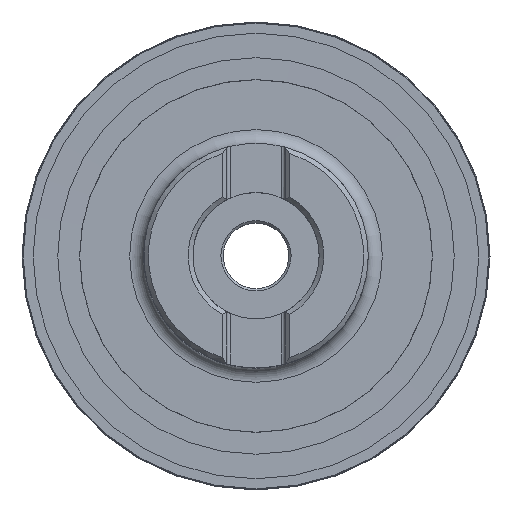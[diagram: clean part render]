
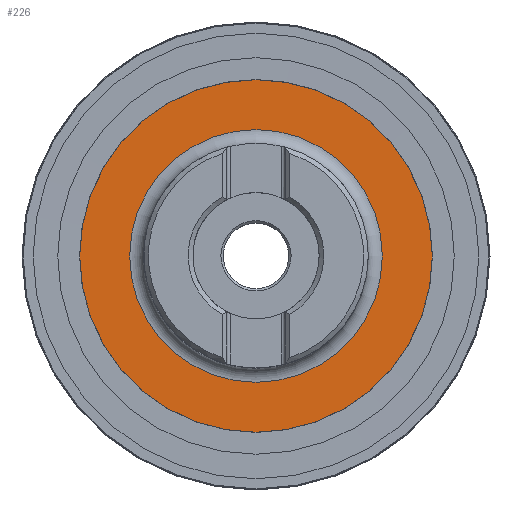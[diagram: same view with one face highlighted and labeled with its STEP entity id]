
A CAD part, top view. The second image highlights one B-rep face of the part: STEP entity #226.
In plain terms, the highlighted planar face has unit normal (0, 0, 1).
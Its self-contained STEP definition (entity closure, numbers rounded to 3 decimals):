
#103=FACE_BOUND('',#322,.T.);
#104=FACE_BOUND('',#323,.T.);
#226=ADVANCED_FACE('',(#103,#104),#282,.F.);
#282=PLANE('',#861);
#322=EDGE_LOOP('',(#476));
#323=EDGE_LOOP('',(#477));
#421=CIRCLE('',#859,27.);
#422=CIRCLE('',#860,48.5);
#476=ORIENTED_EDGE('',*,*,#723,.T.);
#477=ORIENTED_EDGE('',*,*,#724,.T.);
#654=VERTEX_POINT('',#1204);
#655=VERTEX_POINT('',#1206);
#723=EDGE_CURVE('',#654,#654,#421,.T.);
#724=EDGE_CURVE('',#655,#655,#422,.T.);
#859=AXIS2_PLACEMENT_3D('',#1203,#964,#965);
#860=AXIS2_PLACEMENT_3D('',#1205,#966,#967);
#861=AXIS2_PLACEMENT_3D('',#1207,#968,#969);
#964=DIRECTION('',(0.,0.,-1.));
#965=DIRECTION('',(1.,0.,0.));
#966=DIRECTION('',(0.,0.,1.));
#967=DIRECTION('',(-1.,0.,0.));
#968=DIRECTION('',(0.,0.,-1.));
#969=DIRECTION('',(1.,0.,0.));
#1203=CARTESIAN_POINT('',(0.,0.,-44.3));
#1204=CARTESIAN_POINT('',(27.,0.,-44.3));
#1205=CARTESIAN_POINT('',(0.,0.,-44.3));
#1206=CARTESIAN_POINT('',(-48.5,0.,-44.3));
#1207=CARTESIAN_POINT('',(48.5,0.,-44.3));
